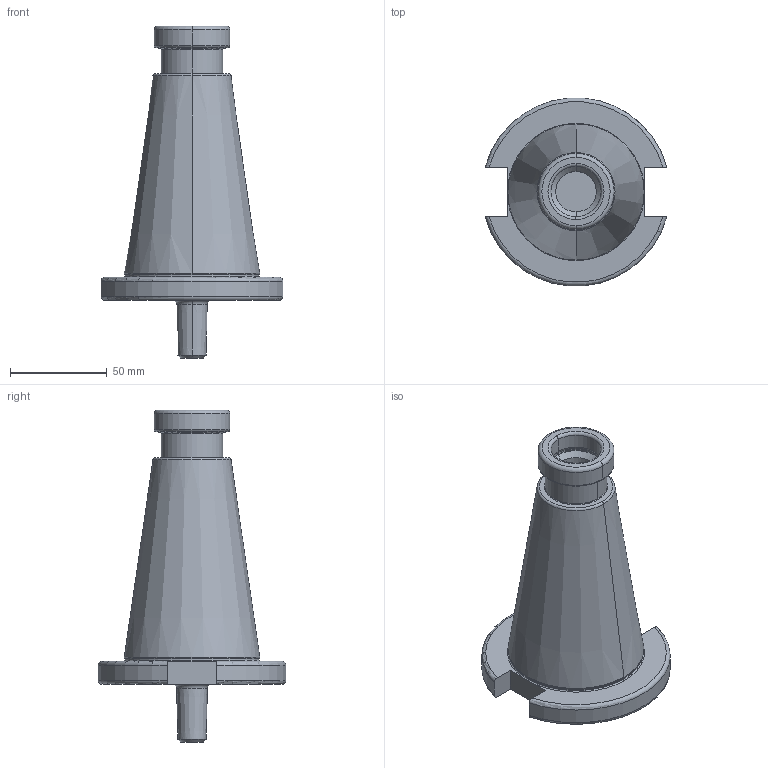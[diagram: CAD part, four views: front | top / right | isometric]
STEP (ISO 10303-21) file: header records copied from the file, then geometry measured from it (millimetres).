
FILE_DESCRIPTION((''),'2;1');
FILE_NAME('501_14_16','2020-09-14T',('103090'),(''),'CREO PARAMETRIC BY PTC INC, 2016260','CREO PARAMETRIC BY PTC INC, 2016260','');
FILE_SCHEMA(('CONFIG_CONTROL_DESIGN'));
Length unit declared in the file: millimetre
Products named in the file (1): 501_14_16
Bounding box: 94.05 x 97.13 x 171.8 mm (x, y, z)
Volume: 338245.6 mm3; surface area: 43804.7 mm2
Topology: 1 solids, 1 shells, 73 faces, 160 edges, 91 vertices
Faces by surface type: torus 26, cone 18, cylinder 16, plane 13
Entity records: 2134 total; most frequent: CARTESIAN_POINT 447, DIRECTION 394, ORIENTED_EDGE 316, AXIS2_PLACEMENT_3D 170, EDGE_CURVE 158, CIRCLE 94, VERTEX_POINT 91, EDGE_LOOP 77
